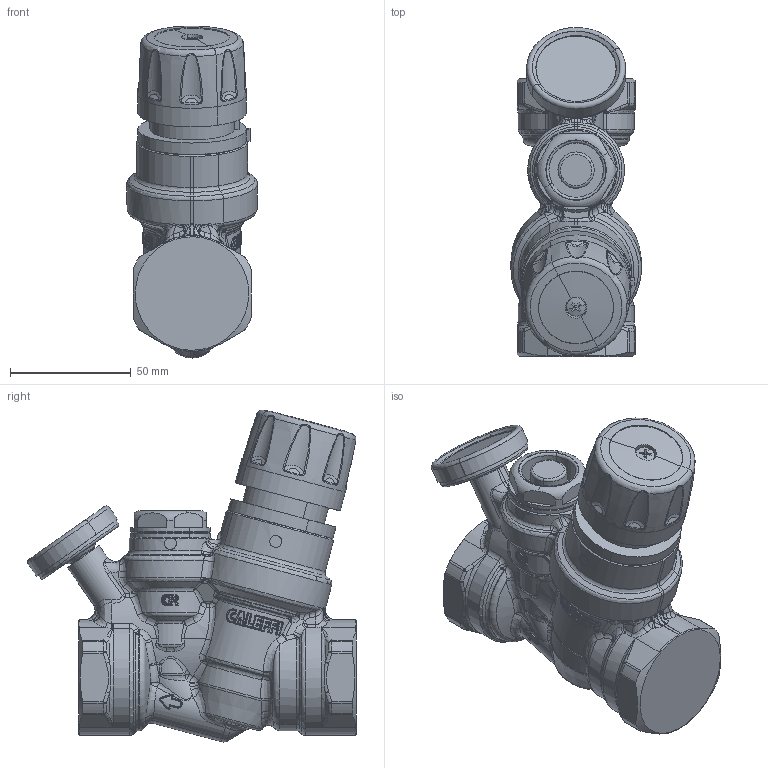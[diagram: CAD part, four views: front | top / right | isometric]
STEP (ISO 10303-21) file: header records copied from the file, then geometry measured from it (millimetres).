
FILE_DESCRIPTION(('CATIA V5 STEP Exchange','CAx-IF Rec.Pracs.--- Model Styling and Organization---1.4--- 2014-01-23','CAx-IF Rec.Pracs.---3D Tessellated Data Validation Properties---0.5---2014-09-14'),'2;1');
FILE_NAME('STEP_116260A_-_TST.stp','2021-06-30T13:58:04+00:00',('none'),('none'),'CATIA Version 5-6 Release 2019 SP3','CATIA V5 STEP AP242 v1','none');
FILE_SCHEMA(('AP242_MANAGED_MODEL_BASED_3D_ENGINEERING_MIM_LF {1 0 10303 442 1 1 4}'));
Products named in the file (1): 116260A - TST
Bounding box: 53.94 x 136.08 x 137.41 mm (x, y, z)
Volume: 370854.5 mm3; surface area: 52668.5 mm2
Topology: 5 solids, 5 shells, 2435 faces, 5773 edges, 3207 vertices
Faces by surface type: bspline 1340, plane 365, cylinder 332, sphere 163, torus 125, cone 82, extrusion 24, revolution 4
Entity records: 142370 total; most frequent: CARTESIAN_POINT 98442, ORIENTED_EDGE 11130, EDGE_CURVE 5565, B_SPLINE_CURVE_WITH_KNOTS 3715, DIRECTION 3570, VERTEX_POINT 3207, EDGE_LOOP 2504, ADVANCED_FACE 2435
